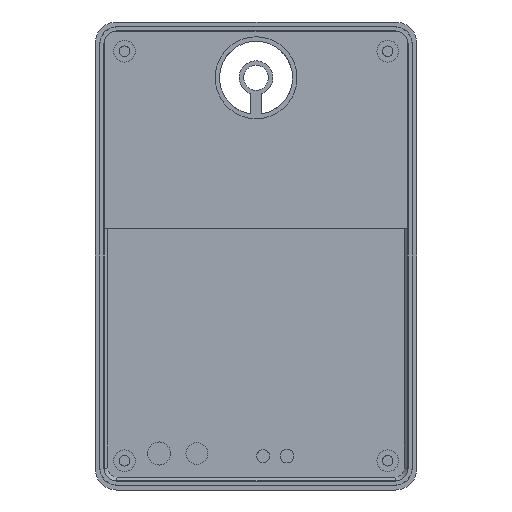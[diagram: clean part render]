
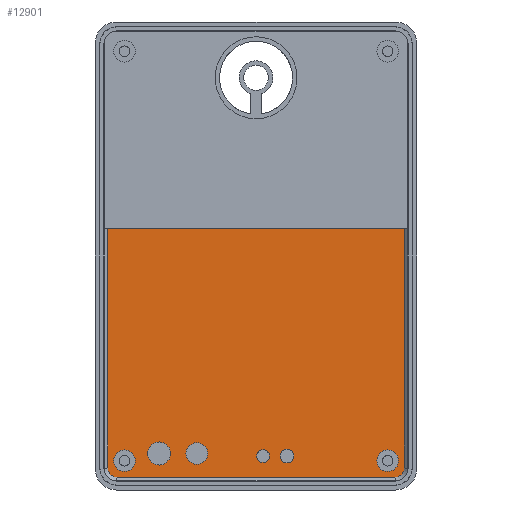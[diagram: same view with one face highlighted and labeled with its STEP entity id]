
A CAD part, front view. The second image highlights one B-rep face of the part: STEP entity #12901.
In plain terms, the highlighted planar face has unit normal (0, -1, 0).
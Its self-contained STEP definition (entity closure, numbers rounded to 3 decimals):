
#1140=FACE_BOUND('',#2697,.T.);
#1141=FACE_BOUND('',#2698,.T.);
#1142=FACE_BOUND('',#2699,.T.);
#1143=FACE_BOUND('',#2700,.T.);
#1144=FACE_BOUND('',#2701,.T.);
#1145=FACE_BOUND('',#2702,.T.);
#1184=CIRCLE('',#13028,1.744);
#1186=CIRCLE('',#13032,2.974);
#1188=CIRCLE('',#13036,1.871);
#1190=CIRCLE('',#13040,3.158);
#1226=CIRCLE('',#13338,2.95);
#1228=CIRCLE('',#13342,2.503);
#1229=CIRCLE('',#13343,2.503);
#1230=CIRCLE('',#13344,2.95);
#1940=FACE_OUTER_BOUND('',#2696,.T.);
#2696=EDGE_LOOP('',(#11683,#11684,#11685,#11686,#11687,#11688));
#2697=EDGE_LOOP('',(#11689));
#2698=EDGE_LOOP('',(#11690));
#2699=EDGE_LOOP('',(#11691));
#2700=EDGE_LOOP('',(#11692));
#2701=EDGE_LOOP('',(#11693));
#2702=EDGE_LOOP('',(#11694));
#3807=LINE('',#25081,#4912);
#3808=LINE('',#25083,#4913);
#3809=LINE('',#25087,#4914);
#3810=LINE('',#25090,#4915);
#4912=VECTOR('',#15212,10.);
#4913=VECTOR('',#15213,10.);
#4914=VECTOR('',#15216,10.);
#4915=VECTOR('',#15219,10.);
#5030=VERTEX_POINT('',#15592);
#5032=VERTEX_POINT('',#15599);
#5034=VERTEX_POINT('',#15606);
#5036=VERTEX_POINT('',#15613);
#6189=VERTEX_POINT('',#25072);
#6191=VERTEX_POINT('',#25079);
#6192=VERTEX_POINT('',#25080);
#6193=VERTEX_POINT('',#25082);
#6194=VERTEX_POINT('',#25084);
#6195=VERTEX_POINT('',#25086);
#6196=VERTEX_POINT('',#25088);
#6197=VERTEX_POINT('',#25091);
#6316=EDGE_CURVE('',#5030,#5030,#1184,.T.);
#6319=EDGE_CURVE('',#5032,#5032,#1186,.T.);
#6322=EDGE_CURVE('',#5034,#5034,#1188,.T.);
#6325=EDGE_CURVE('',#5036,#5036,#1190,.T.);
#8051=EDGE_CURVE('',#6189,#6189,#1226,.T.);
#8054=EDGE_CURVE('',#6191,#6192,#3807,.T.);
#8055=EDGE_CURVE('',#6192,#6193,#3808,.T.);
#8056=EDGE_CURVE('',#6193,#6194,#1228,.T.);
#8057=EDGE_CURVE('',#6194,#6195,#3809,.T.);
#8058=EDGE_CURVE('',#6195,#6196,#1229,.T.);
#8059=EDGE_CURVE('',#6196,#6191,#3810,.T.);
#8060=EDGE_CURVE('',#6197,#6197,#1230,.T.);
#11683=ORIENTED_EDGE('',*,*,#8054,.T.);
#11684=ORIENTED_EDGE('',*,*,#8055,.T.);
#11685=ORIENTED_EDGE('',*,*,#8056,.T.);
#11686=ORIENTED_EDGE('',*,*,#8057,.T.);
#11687=ORIENTED_EDGE('',*,*,#8058,.T.);
#11688=ORIENTED_EDGE('',*,*,#8059,.T.);
#11689=ORIENTED_EDGE('',*,*,#6316,.T.);
#11690=ORIENTED_EDGE('',*,*,#6319,.T.);
#11691=ORIENTED_EDGE('',*,*,#6322,.T.);
#11692=ORIENTED_EDGE('',*,*,#6325,.T.);
#11693=ORIENTED_EDGE('',*,*,#8060,.T.);
#11694=ORIENTED_EDGE('',*,*,#8051,.T.);
#12213=PLANE('',#13341);
#12901=ADVANCED_FACE('',(#1940,#1140,#1141,#1142,#1143,#1144,#1145),#12213,
 .F.);
#13028=AXIS2_PLACEMENT_3D('',#15593,#13596,#13597);
#13032=AXIS2_PLACEMENT_3D('',#15600,#13605,#13606);
#13036=AXIS2_PLACEMENT_3D('',#15607,#13614,#13615);
#13040=AXIS2_PLACEMENT_3D('',#15614,#13623,#13624);
#13338=AXIS2_PLACEMENT_3D('',#25073,#15203,#15204);
#13341=AXIS2_PLACEMENT_3D('',#25078,#15210,#15211);
#13342=AXIS2_PLACEMENT_3D('',#25085,#15214,#15215);
#13343=AXIS2_PLACEMENT_3D('',#25089,#15217,#15218);
#13344=AXIS2_PLACEMENT_3D('',#25092,#15220,#15221);
#13596=DIRECTION('center_axis',(0.,1.,0.));
#13597=DIRECTION('ref_axis',(1.,0.,0.));
#13605=DIRECTION('center_axis',(0.,1.,0.));
#13606=DIRECTION('ref_axis',(1.,0.,0.));
#13614=DIRECTION('center_axis',(0.,1.,0.));
#13615=DIRECTION('ref_axis',(1.,0.,0.));
#13623=DIRECTION('center_axis',(0.,1.,0.));
#13624=DIRECTION('ref_axis',(1.,0.,0.));
#15203=DIRECTION('center_axis',(0.,1.,0.));
#15204=DIRECTION('ref_axis',(1.,0.,0.));
#15210=DIRECTION('center_axis',(0.,1.,0.));
#15211=DIRECTION('ref_axis',(1.,0.,0.));
#15212=DIRECTION('',(-1.,0.,0.));
#15213=DIRECTION('',(0.,0.,-1.));
#15214=DIRECTION('center_axis',(0.,-1.,0.));
#15215=DIRECTION('ref_axis',(0.,0.,-1.));
#15216=DIRECTION('',(1.,0.,0.));
#15217=DIRECTION('center_axis',(0.,-1.,0.));
#15218=DIRECTION('ref_axis',(1.,0.,0.));
#15219=DIRECTION('',(0.,0.,1.));
#15220=DIRECTION('center_axis',(0.,1.,0.));
#15221=DIRECTION('ref_axis',(1.,0.,0.));
#15592=CARTESIAN_POINT('',(0.181,20.8,-103.479));
#15593=CARTESIAN_POINT('Origin',(1.925,20.8,-103.479));
#15599=CARTESIAN_POINT('',(-19.162,20.8,-102.771));
#15600=CARTESIAN_POINT('Origin',(-16.188,20.8,-102.771));
#15606=CARTESIAN_POINT('',(6.603,20.8,-103.479));
#15607=CARTESIAN_POINT('Origin',(8.473,20.8,-103.479));
#15613=CARTESIAN_POINT('',(-29.658,20.8,-102.771));
#15614=CARTESIAN_POINT('Origin',(-26.499,20.8,-102.771));
#25072=CARTESIAN_POINT('',(33.05,20.8,-104.75));
#25073=CARTESIAN_POINT('Origin',(36.,20.8,-104.75));
#25078=CARTESIAN_POINT('Origin',(-0.01,20.8,-48.75));
#25079=CARTESIAN_POINT('',(40.523,20.8,-41.2));
#25080=CARTESIAN_POINT('',(-40.543,20.8,-41.2));
#25081=CARTESIAN_POINT('',(21.405,20.8,-41.2));
#25082=CARTESIAN_POINT('',(-40.543,20.8,-106.75));
#25083=CARTESIAN_POINT('',(-40.543,20.8,-63.25));
#25084=CARTESIAN_POINT('',(-38.04,20.8,-109.253));
#25085=CARTESIAN_POINT('Origin',(-38.04,20.8,-106.75));
#25086=CARTESIAN_POINT('',(38.02,20.8,-109.253));
#25087=CARTESIAN_POINT('',(9.498,20.8,-109.253));
#25088=CARTESIAN_POINT('',(40.523,20.8,-106.75));
#25089=CARTESIAN_POINT('Origin',(38.02,20.8,-106.75));
#25090=CARTESIAN_POINT('',(40.523,20.8,-34.25));
#25091=CARTESIAN_POINT('',(-38.95,20.8,-104.75));
#25092=CARTESIAN_POINT('Origin',(-36.,20.8,-104.75));
